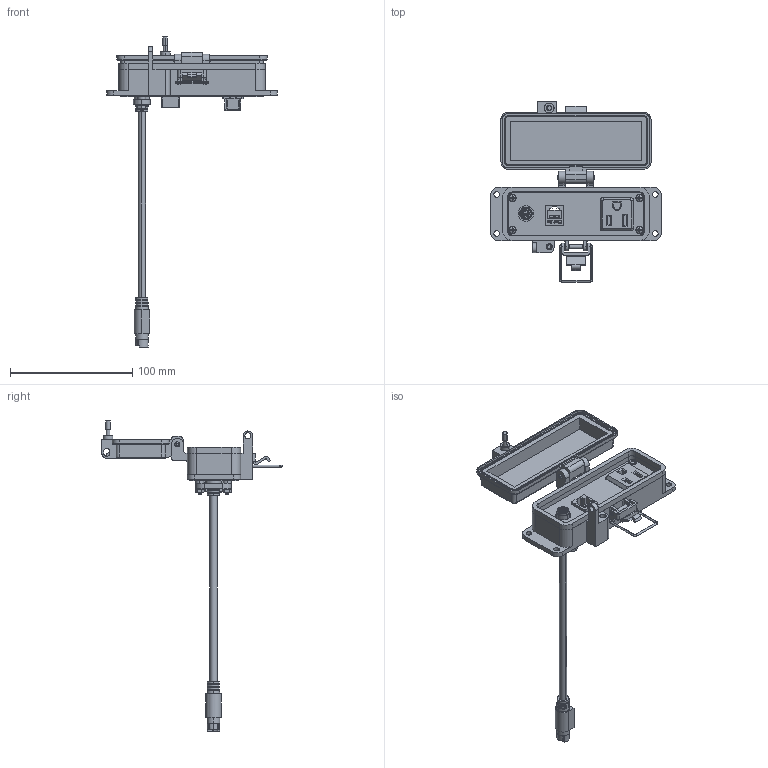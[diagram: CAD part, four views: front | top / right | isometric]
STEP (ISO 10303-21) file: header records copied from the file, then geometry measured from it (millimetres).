
FILE_DESCRIPTION (( 'STEP AP203' ), '1' );
FILE_NAME ('P-A19R2-H3R0_3D.STEP', '2022-02-09T17:06:03', ( '' ), ( '' ), 'SwSTEP 2.0', 'SolidWorks 2021', '' );
FILE_SCHEMA (( 'CONFIG_CONTROL_DESIGN' ));
Length unit declared in the file: millimetre
Products named in the file (18): -H3; Z-200-OTLT-R0SQ; Z-H-H3_B; R; P-A19R2-H3R0_BP180_1; Z-000-44011_8FH_91771A116; Z-000-4243316TFP; R2; 92005A124_METRIC PAN HEAD PHILLIPS MACHINE SCREW_92005A124; A19; P-A19R2-H3R0_TP060_2; P-A19R2-H3R0_TP180_1; Z-300-RJ45CAT5; Z-002-4401_4HN_90675A005; Z-020-3050; P-A19R2-H3R0_FP060_1; P-A19R2-H3R0_3D; Z-001-SPR_5_8
Assembly tree (25 placements, depth 3):
  P-A19R2-H3R0_3D
    -H3
      Z-H-H3_B
    P-A19R2-H3R0_BP180_1
    P-A19R2-H3R0_FP060_1
    P-A19R2-H3R0_TP060_2
    P-A19R2-H3R0_TP180_1
    Z-000-44011_8FH_91771A116  x2
    Z-000-4243316TFP  x3
    A19
      Z-020-3050
    Z-001-SPR_5_8  x2
    Z-002-4401_4HN_90675A005  x2
    R2
      Z-300-RJ45CAT5
    R
      Z-200-OTLT-R0SQ
    92005A124_METRIC PAN HEAD PHILLIPS MACHINE SCREW_92005A124  x4
Bounding box: 140 x 147.61 x 254.11 mm (x, y, z)
Volume: 121307.6 mm3; surface area: 93895 mm2
Topology: 33 solids, 33 shells, 2971 faces, 8340 edges, 5524 vertices
Faces by surface type: cylinder 1370, plane 1025, bspline 394, cone 158, torus 16, sphere 8
Entity records: 92611 total; most frequent: CARTESIAN_POINT 42778, ORIENTED_EDGE 11160, DIRECTION 8284, EDGE_CURVE 5580, VERTEX_POINT 3697, LINE 3058, VECTOR 3058, AXIS2_PLACEMENT_3D 2613
